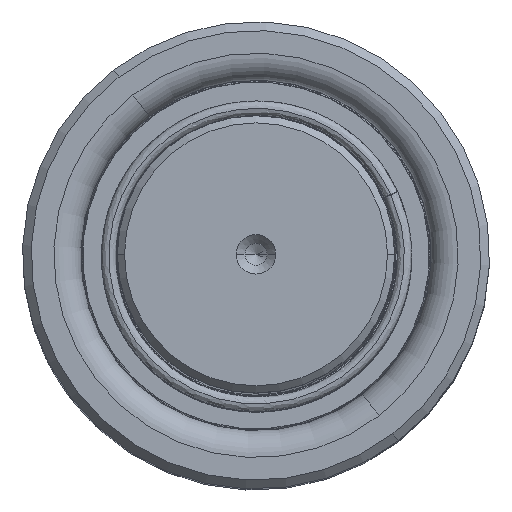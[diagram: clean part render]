
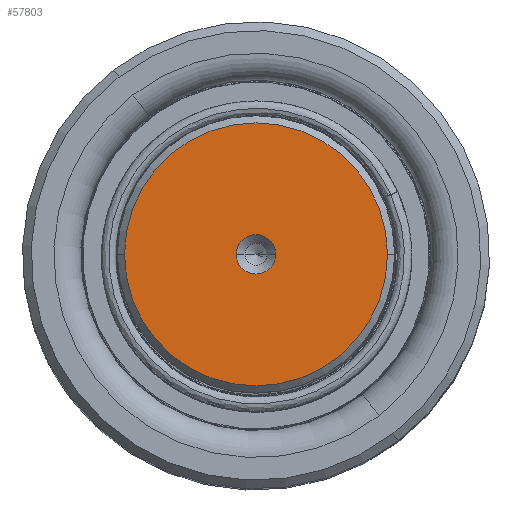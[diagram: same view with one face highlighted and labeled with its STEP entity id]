
A CAD part, top view. The second image highlights one B-rep face of the part: STEP entity #57803.
In plain terms, the highlighted planar face has unit normal (0, 0, 1).
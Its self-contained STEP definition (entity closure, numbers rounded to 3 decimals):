
#802 = CIRCLE ( 'NONE', #45078, 18.014 ) ;
#1660 = CARTESIAN_POINT ( 'NONE',  ( 0., 0., 180. ) ) ;
#2640 = ORIENTED_EDGE ( 'NONE', *, *, #55976, .T. ) ;
#3738 = ORIENTED_EDGE ( 'NONE', *, *, #11394, .T. ) ;
#6215 = EDGE_CURVE ( 'NONE', #43876, #25163, #12808, .T. ) ;
#8088 = CIRCLE ( 'NONE', #11490, 2.7 ) ;
#8237 = ORIENTED_EDGE ( 'NONE', *, *, #6215, .F. ) ;
#11394 = EDGE_CURVE ( 'NONE', #63330, #57428, #802, .T. ) ;
#11490 = AXIS2_PLACEMENT_3D ( 'NONE', #1660, #11999, #42246 ) ;
#11999 = DIRECTION ( 'NONE',  ( 0., 0., 1. ) ) ;
#12808 = CIRCLE ( 'NONE', #31462, 2.7 ) ;
#13264 = PLANE ( 'NONE',  #32110 ) ;
#17696 = DIRECTION ( 'NONE',  ( 1., 0., 0. ) ) ;
#18412 = CARTESIAN_POINT ( 'NONE',  ( 2.7, 0., 180. ) ) ;
#19106 = CARTESIAN_POINT ( 'NONE',  ( -2.7, 0., 180. ) ) ;
#19122 = DIRECTION ( 'NONE',  ( 1., 0., 0. ) ) ;
#22364 = CARTESIAN_POINT ( 'NONE',  ( 0., 0., 180. ) ) ;
#23023 = CIRCLE ( 'NONE', #55328, 18.014 ) ;
#23875 = DIRECTION ( 'NONE',  ( 1., 0., 0. ) ) ;
#25163 = VERTEX_POINT ( 'NONE', #18412 ) ;
#26473 = DIRECTION ( 'NONE',  ( 0., 0., 1. ) ) ;
#26742 = CARTESIAN_POINT ( 'NONE',  ( 18.014, 0., 180. ) ) ;
#28198 = CARTESIAN_POINT ( 'NONE',  ( 0., 0., 180. ) ) ;
#30852 = FACE_BOUND ( 'NONE', #45363, .T. ) ;
#31462 = AXIS2_PLACEMENT_3D ( 'NONE', #22364, #59007, #23875 ) ;
#32110 = AXIS2_PLACEMENT_3D ( 'NONE', #63623, #47920, #17696 ) ;
#34829 = ORIENTED_EDGE ( 'NONE', *, *, #55502, .F. ) ;
#38336 = EDGE_LOOP ( 'NONE', ( #2640, #3738 ) ) ;
#39550 = FACE_OUTER_BOUND ( 'NONE', #38336, .T. ) ;
#42246 = DIRECTION ( 'NONE',  ( 1., 0., 0. ) ) ;
#43876 = VERTEX_POINT ( 'NONE', #19106 ) ;
#45078 = AXIS2_PLACEMENT_3D ( 'NONE', #28198, #54444, #19122 ) ;
#45363 = EDGE_LOOP ( 'NONE', ( #34829, #8237 ) ) ;
#45869 = DIRECTION ( 'NONE',  ( 1., 0., 0. ) ) ;
#47920 = DIRECTION ( 'NONE',  ( 0., 0., 1. ) ) ;
#51190 = CARTESIAN_POINT ( 'NONE',  ( 0., 0., 180. ) ) ;
#51645 = CARTESIAN_POINT ( 'NONE',  ( -18.014, 0., 180. ) ) ;
#54444 = DIRECTION ( 'NONE',  ( 0., 0., 1. ) ) ;
#55328 = AXIS2_PLACEMENT_3D ( 'NONE', #51190, #26473, #45869 ) ;
#55502 = EDGE_CURVE ( 'NONE', #25163, #43876, #8088, .T. ) ;
#55976 = EDGE_CURVE ( 'NONE', #57428, #63330, #23023, .T. ) ;
#57428 = VERTEX_POINT ( 'NONE', #51645 ) ;
#57803 = ADVANCED_FACE ( 'NONE', ( #30852, #39550 ), #13264, .T. ) ;
#59007 = DIRECTION ( 'NONE',  ( 0., 0., 1. ) ) ;
#63330 = VERTEX_POINT ( 'NONE', #26742 ) ;
#63623 = CARTESIAN_POINT ( 'NONE',  ( 0., 0., 180. ) ) ;
